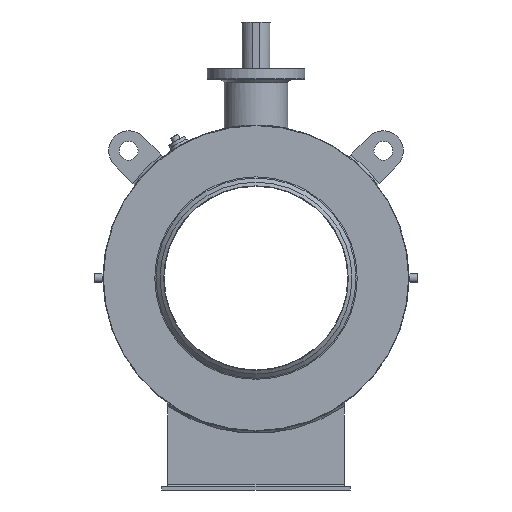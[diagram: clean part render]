
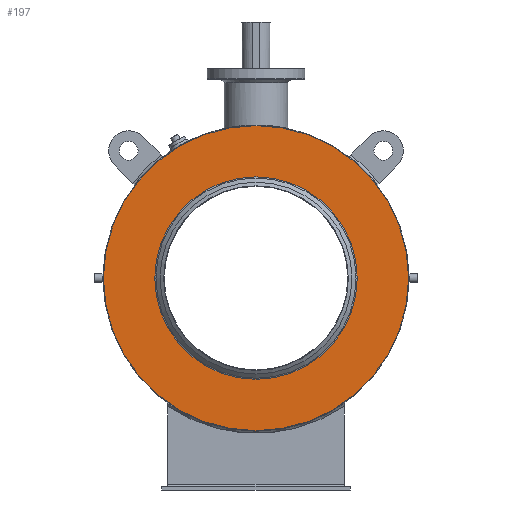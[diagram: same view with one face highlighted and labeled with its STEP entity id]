
A CAD part, left-side view. The second image highlights one B-rep face of the part: STEP entity #197.
In plain terms, the highlighted planar face has unit normal (-1, 0, 0).
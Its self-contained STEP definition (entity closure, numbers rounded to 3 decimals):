
#197 = ADVANCED_FACE( '', ( #505, #506 ), #507, .F. );
#505 = FACE_BOUND( '', #2105, .T. );
#506 = FACE_OUTER_BOUND( '', #2106, .T. );
#507 = PLANE( '', #2107 );
#2105 = EDGE_LOOP( '', ( #2669 ) );
#2106 = EDGE_LOOP( '', ( #2670 ) );
#2107 = AXIS2_PLACEMENT_3D( '', #2671, #2672, #2673 );
#2669 = ORIENTED_EDGE( '', *, *, #3578, .T. );
#2670 = ORIENTED_EDGE( '', *, *, #3579, .T. );
#2671 = CARTESIAN_POINT( '', ( -562., 0., 650. ) );
#2672 = DIRECTION( '', ( 1., 0., 0. ) );
#2673 = DIRECTION( '', ( 0., 0., -1. ) );
#3578 = EDGE_CURVE( '', #4021, #4021, #4022, .T. );
#3579 = EDGE_CURVE( '', #4023, #4023, #4024, .F. );
#4021 = VERTEX_POINT( '', #5456 );
#4022 = CIRCLE( '', #5457, 430. );
#4023 = VERTEX_POINT( '', #5458 );
#4024 = CIRCLE( '', #5459, 648. );
#5456 = CARTESIAN_POINT( '', ( -562., 0., -430. ) );
#5457 = AXIS2_PLACEMENT_3D( '', #6575, #6576, #6577 );
#5458 = CARTESIAN_POINT( '', ( -562., 0., -648. ) );
#5459 = AXIS2_PLACEMENT_3D( '', #6578, #6579, #6580 );
#6575 = CARTESIAN_POINT( '', ( -562., 0., 0. ) );
#6576 = DIRECTION( '', ( 1., 0., 0. ) );
#6577 = DIRECTION( '', ( 0., 0., -1. ) );
#6578 = CARTESIAN_POINT( '', ( -562., 0., 0. ) );
#6579 = DIRECTION( '', ( 1., 0., 0. ) );
#6580 = DIRECTION( '', ( 0., 0., -1. ) );
